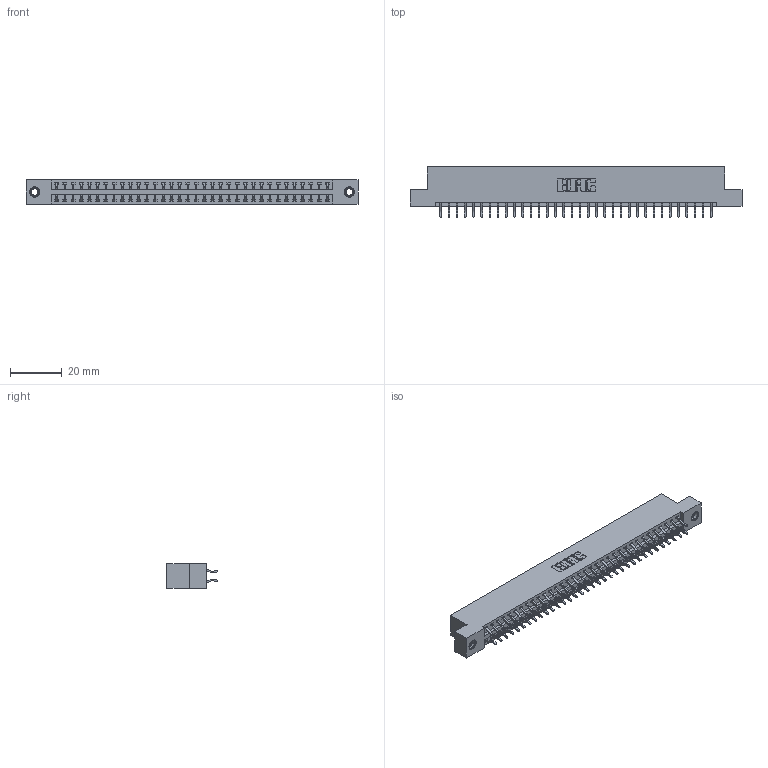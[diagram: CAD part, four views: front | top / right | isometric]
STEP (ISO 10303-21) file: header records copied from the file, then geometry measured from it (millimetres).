
FILE_DESCRIPTION (( 'STEP AP203' ), '1' );
FILE_NAME ('396-068-556-207.STEP', '2018-09-09T07:11:53', ( '' ), ( '' ), 'SwSTEP 2.0', 'SolidWorks 2016', '' );
FILE_SCHEMA (( 'CONFIG_CONTROL_DESIGN' ));
Length unit declared in the file: inch
Products named in the file (4): 346 Part_Flush Mounting Lugs - 0.156 Dia-TI; 345-292-001_556 Tail; 345-250-001_345-250-005-103; 396-068-556-207
Assembly tree (71 placements, depth 2):
  396-068-556-207
    346 Part_Flush Mounting Lugs - 0.156 Dia-TI
    345-292-001_556 Tail  x68
    345-250-001_345-250-005-103  x2
Bounding box: 128.52 x 19.57 x 9.4 mm (x, y, z)
Volume: 12454.3 mm3; surface area: 16964.2 mm2
Topology: 71 solids, 71 shells, 4126 faces, 12229 edges, 8054 vertices
Faces by surface type: plane 2760, cylinder 1350, cone 12, torus 4
Entity records: 24672 total; most frequent: CARTESIAN_POINT 4075, ORIENTED_EDGE 3990, DIRECTION 3657, EDGE_CURVE 1995, LINE 1699, VECTOR 1699, VERTEX_POINT 1324, AXIS2_PLACEMENT_3D 979
